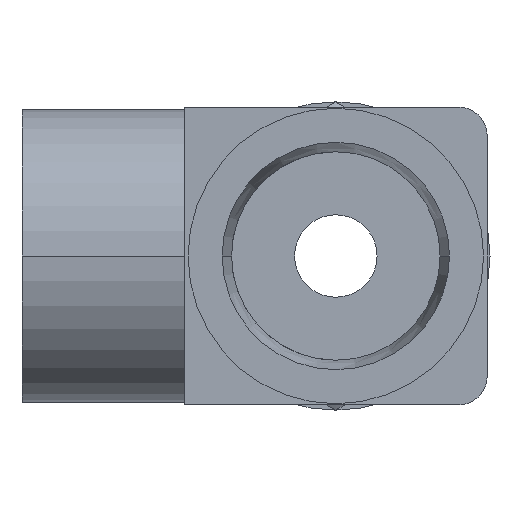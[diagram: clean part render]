
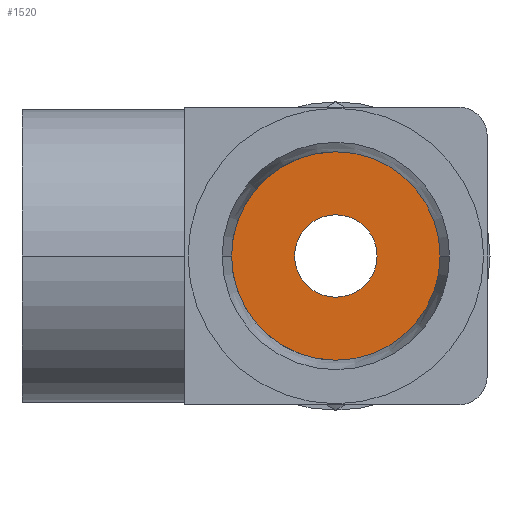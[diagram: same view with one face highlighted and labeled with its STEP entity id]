
A CAD part, left-side view. The second image highlights one B-rep face of the part: STEP entity #1520.
In plain terms, the highlighted planar face has unit normal (-1, 0, 0).
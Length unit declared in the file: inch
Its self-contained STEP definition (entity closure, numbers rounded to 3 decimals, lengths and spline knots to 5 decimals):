
#123=CARTESIAN_POINT('',(0.332,0.3175,0.));
#124=DIRECTION('',(1.,0.,0.));
#125=DIRECTION('',(0.,1.,0.));
#126=AXIS2_PLACEMENT_3D('',#123,#124,#125);
#131=CARTESIAN_POINT('',(0.332,0.3175,0.));
#132=DIRECTION('',(1.,0.,0.));
#133=DIRECTION('',(0.,-1.,0.));
#134=AXIS2_PLACEMENT_3D('',#131,#132,#133);
#139=CARTESIAN_POINT('',(0.332,0.3175,0.));
#140=DIRECTION('',(-1.,0.,0.));
#141=DIRECTION('',(0.,-1.,0.));
#142=AXIS2_PLACEMENT_3D('',#139,#140,#141);
#147=CARTESIAN_POINT('',(0.332,0.3175,0.));
#148=DIRECTION('',(-1.,0.,0.));
#149=DIRECTION('',(0.,1.,0.));
#150=AXIS2_PLACEMENT_3D('',#147,#148,#149);
#1440=CARTESIAN_POINT('',(0.332,0.53625,0.));
#1441=CARTESIAN_POINT('',(0.332,0.09875,0.));
#1442=VERTEX_POINT('',#1440);
#1443=VERTEX_POINT('',#1441);
#1444=CARTESIAN_POINT('',(0.332,0.231,0.));
#1445=CARTESIAN_POINT('',(0.332,0.404,0.));
#1446=VERTEX_POINT('',#1444);
#1447=VERTEX_POINT('',#1445);
#1504=CARTESIAN_POINT('',(0.332,0.3175,0.));
#1505=DIRECTION('',(1.,0.,0.));
#1506=DIRECTION('',(0.,1.,0.));
#1507=AXIS2_PLACEMENT_3D('',#1504,#1505,#1506);
#1508=PLANE('',#1507);
#1510=ORIENTED_EDGE('',*,*,#1509,.T.);
#1512=ORIENTED_EDGE('',*,*,#1511,.T.);
#1513=EDGE_LOOP('',(#1510,#1512));
#1514=FACE_OUTER_BOUND('',#1513,.F.);
#1516=ORIENTED_EDGE('',*,*,#1515,.T.);
#1517=ORIENTED_EDGE('',*,*,#1493,.T.);
#1518=EDGE_LOOP('',(#1516,#1517));
#1519=FACE_BOUND('',#1518,.F.);
#1520=ADVANCED_FACE('',(#1514,#1519),#1508,.F.);
#127=CIRCLE('',#126,0.21875);
#135=CIRCLE('',#134,0.21875);
#143=CIRCLE('',#142,0.0865);
#151=CIRCLE('',#150,0.0865);
#1493=EDGE_CURVE('',#1447,#1446,#151,.T.);
#1509=EDGE_CURVE('',#1442,#1443,#127,.T.);
#1511=EDGE_CURVE('',#1443,#1442,#135,.T.);
#1515=EDGE_CURVE('',#1446,#1447,#143,.T.);
